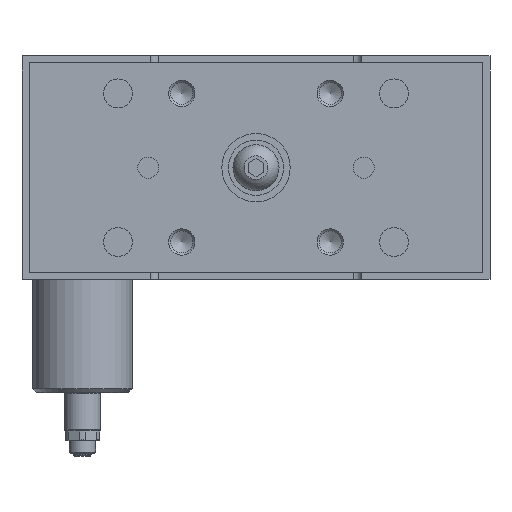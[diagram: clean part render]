
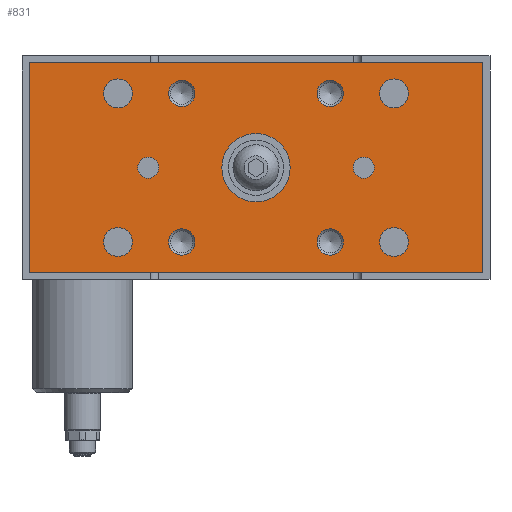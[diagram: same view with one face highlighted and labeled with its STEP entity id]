
A CAD part, left-side view. The second image highlights one B-rep face of the part: STEP entity #831.
In plain terms, the highlighted planar face has unit normal (-1, 0, 0).
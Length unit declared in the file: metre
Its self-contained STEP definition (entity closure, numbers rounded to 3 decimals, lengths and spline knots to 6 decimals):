
#831 = ADVANCED_FACE( '', ( #2084, #2085, #2086, #2087, #2088, #2089, #2090, #2091, #2092, #2093, #2094, #2095 ), #2096, .F. );
#2084 = FACE_BOUND( '', #3884, .T. );
#2085 = FACE_BOUND( '', #3885, .T. );
#2086 = FACE_BOUND( '', #3886, .T. );
#2087 = FACE_BOUND( '', #3887, .T. );
#2088 = FACE_BOUND( '', #3888, .T. );
#2089 = FACE_BOUND( '', #3889, .T. );
#2090 = FACE_BOUND( '', #3890, .T. );
#2091 = FACE_BOUND( '', #3891, .T. );
#2092 = FACE_BOUND( '', #3892, .T. );
#2093 = FACE_BOUND( '', #3893, .T. );
#2094 = FACE_BOUND( '', #3894, .T. );
#2095 = FACE_OUTER_BOUND( '', #3895, .T. );
#2096 = PLANE( '', #3896 );
#3884 = EDGE_LOOP( '', ( #6352 ) );
#3885 = EDGE_LOOP( '', ( #6353 ) );
#3886 = EDGE_LOOP( '', ( #6354 ) );
#3887 = EDGE_LOOP( '', ( #6355 ) );
#3888 = EDGE_LOOP( '', ( #6356 ) );
#3889 = EDGE_LOOP( '', ( #6357 ) );
#3890 = EDGE_LOOP( '', ( #6358 ) );
#3891 = EDGE_LOOP( '', ( #6359 ) );
#3892 = EDGE_LOOP( '', ( #6360 ) );
#3893 = EDGE_LOOP( '', ( #6361 ) );
#3894 = EDGE_LOOP( '', ( #6362 ) );
#3895 = EDGE_LOOP( '', ( #6363, #6364, #6365, #6366 ) );
#3896 = AXIS2_PLACEMENT_3D( '', #6367, #6368, #6369 );
#6352 = ORIENTED_EDGE( '', *, *, #9533, .T. );
#6353 = ORIENTED_EDGE( '', *, *, #9534, .T. );
#6354 = ORIENTED_EDGE( '', *, *, #9535, .F. );
#6355 = ORIENTED_EDGE( '', *, *, #9176, .F. );
#6356 = ORIENTED_EDGE( '', *, *, #9293, .T. );
#6357 = ORIENTED_EDGE( '', *, *, #9536, .T. );
#6358 = ORIENTED_EDGE( '', *, *, #9537, .T. );
#6359 = ORIENTED_EDGE( '', *, *, #9538, .T. );
#6360 = ORIENTED_EDGE( '', *, *, #9539, .T. );
#6361 = ORIENTED_EDGE( '', *, *, #9540, .T. );
#6362 = ORIENTED_EDGE( '', *, *, #8957, .T. );
#6363 = ORIENTED_EDGE( '', *, *, #9541, .T. );
#6364 = ORIENTED_EDGE( '', *, *, #9542, .T. );
#6365 = ORIENTED_EDGE( '', *, *, #9543, .T. );
#6366 = ORIENTED_EDGE( '', *, *, #9444, .T. );
#6367 = CARTESIAN_POINT( '', ( -0.037, 0.086, -0.0025 ) );
#6368 = DIRECTION( '', ( 1., 0., 0. ) );
#6369 = DIRECTION( '', ( 0., 0., 1. ) );
#8957 = EDGE_CURVE( '', #10430, #10430, #10431, .T. );
#9176 = EDGE_CURVE( '', #10801, #10801, #10802, .T. );
#9293 = EDGE_CURVE( '', #10988, #10988, #10989, .T. );
#9444 = EDGE_CURVE( '', #11232, #11230, #11233, .T. );
#9533 = EDGE_CURVE( '', #11364, #11364, #11365, .T. );
#9534 = EDGE_CURVE( '', #11366, #11366, #11367, .T. );
#9535 = EDGE_CURVE( '', #11368, #11368, #11369, .T. );
#9536 = EDGE_CURVE( '', #11370, #11370, #11371, .T. );
#9537 = EDGE_CURVE( '', #11372, #11372, #11373, .T. );
#9538 = EDGE_CURVE( '', #11374, #11374, #11375, .T. );
#9539 = EDGE_CURVE( '', #11376, #11376, #11377, .T. );
#9540 = EDGE_CURVE( '', #11378, #11378, #11379, .T. );
#9541 = EDGE_CURVE( '', #11230, #11380, #11381, .T. );
#9542 = EDGE_CURVE( '', #11380, #11382, #11383, .T. );
#9543 = EDGE_CURVE( '', #11382, #11232, #11384, .T. );
#10430 = VERTEX_POINT( '', #12621 );
#10431 = CIRCLE( '', #12622, 0.004 );
#10801 = VERTEX_POINT( '', #13291 );
#10802 = CIRCLE( '', #13292, 0.005 );
#10988 = VERTEX_POINT( '', #13683 );
#10989 = CIRCLE( '', #13684, 0.005 );
#11230 = VERTEX_POINT( '', #14206 );
#11232 = VERTEX_POINT( '', #14209 );
#11233 = LINE( '', #14210, #14211 );
#11364 = VERTEX_POINT( '', #14377 );
#11365 = CIRCLE( '', #14378, 0.013 );
#11366 = VERTEX_POINT( '', #14379 );
#11367 = CIRCLE( '', #14380, 0.005 );
#11368 = VERTEX_POINT( '', #14381 );
#11369 = CIRCLE( '', #14382, 0.005 );
#11370 = VERTEX_POINT( '', #14383 );
#11371 = CIRCLE( '', #14384, 0.0055 );
#11372 = VERTEX_POINT( '', #14385 );
#11373 = CIRCLE( '', #14386, 0.0055 );
#11374 = VERTEX_POINT( '', #14387 );
#11375 = CIRCLE( '', #14388, 0.0055 );
#11376 = VERTEX_POINT( '', #14389 );
#11377 = CIRCLE( '', #14390, 0.0055 );
#11378 = VERTEX_POINT( '', #14391 );
#11379 = CIRCLE( '', #14392, 0.004 );
#11380 = VERTEX_POINT( '', #14393 );
#11381 = LINE( '', #14394, #14395 );
#11382 = VERTEX_POINT( '', #14396 );
#11383 = LINE( '', #14397, #14398 );
#11384 = LINE( '', #14399, #14400 );
#12621 = CARTESIAN_POINT( '', ( -0.037, -0.037, -0.0425 ) );
#12622 = AXIS2_PLACEMENT_3D( '', #16011, #16012, #16013 );
#13291 = CARTESIAN_POINT( '', ( -0.037, 0.02325, -0.07075 ) );
#13292 = AXIS2_PLACEMENT_3D( '', #16335, #16336, #16337 );
#13683 = CARTESIAN_POINT( '', ( -0.037, -0.02325, -0.07075 ) );
#13684 = AXIS2_PLACEMENT_3D( '', #16482, #16483, #16484 );
#14206 = CARTESIAN_POINT( '', ( -0.037, 0.086, -0.0025 ) );
#14209 = CARTESIAN_POINT( '', ( -0.037, -0.086, -0.0025 ) );
#14210 = CARTESIAN_POINT( '', ( -0.037, -0.086, -0.0025 ) );
#14211 = VECTOR( '', #16680, 1. );
#14377 = CARTESIAN_POINT( '', ( -0.037, 0.013, -0.0425 ) );
#14378 = AXIS2_PLACEMENT_3D( '', #16793, #16794, #16795 );
#14379 = CARTESIAN_POINT( '', ( -0.037, 0.02325, -0.01425 ) );
#14380 = AXIS2_PLACEMENT_3D( '', #16796, #16797, #16798 );
#14381 = CARTESIAN_POINT( '', ( -0.037, -0.02325, -0.01425 ) );
#14382 = AXIS2_PLACEMENT_3D( '', #16799, #16800, #16801 );
#14383 = CARTESIAN_POINT( '', ( -0.037, 0.058, -0.01425 ) );
#14384 = AXIS2_PLACEMENT_3D( '', #16802, #16803, #16804 );
#14385 = CARTESIAN_POINT( '', ( -0.037, -0.047, -0.01425 ) );
#14386 = AXIS2_PLACEMENT_3D( '', #16805, #16806, #16807 );
#14387 = CARTESIAN_POINT( '', ( -0.037, 0.058, -0.07075 ) );
#14388 = AXIS2_PLACEMENT_3D( '', #16808, #16809, #16810 );
#14389 = CARTESIAN_POINT( '', ( -0.037, -0.047, -0.07075 ) );
#14390 = AXIS2_PLACEMENT_3D( '', #16811, #16812, #16813 );
#14391 = CARTESIAN_POINT( '', ( -0.037, 0.045, -0.0425 ) );
#14392 = AXIS2_PLACEMENT_3D( '', #16814, #16815, #16816 );
#14393 = CARTESIAN_POINT( '', ( -0.037, 0.086, -0.0825 ) );
#14394 = CARTESIAN_POINT( '', ( -0.037, 0.086, -0.0025 ) );
#14395 = VECTOR( '', #16817, 1. );
#14396 = CARTESIAN_POINT( '', ( -0.037, -0.086, -0.0825 ) );
#14397 = CARTESIAN_POINT( '', ( -0.037, 0.086, -0.0825 ) );
#14398 = VECTOR( '', #16818, 1. );
#14399 = CARTESIAN_POINT( '', ( -0.037, -0.086, -0.0825 ) );
#14400 = VECTOR( '', #16819, 1. );
#16011 = CARTESIAN_POINT( '', ( -0.037, -0.041, -0.0425 ) );
#16012 = DIRECTION( '', ( 1., 0., 0. ) );
#16013 = DIRECTION( '', ( 0., 1., 0. ) );
#16335 = CARTESIAN_POINT( '', ( -0.037, 0.02825, -0.07075 ) );
#16336 = DIRECTION( '', ( -1., 0., 0. ) );
#16337 = DIRECTION( '', ( 0., -1., 0. ) );
#16482 = CARTESIAN_POINT( '', ( -0.037, -0.02825, -0.07075 ) );
#16483 = DIRECTION( '', ( 1., 0., 0. ) );
#16484 = DIRECTION( '', ( 0., 1., 0. ) );
#16680 = DIRECTION( '', ( 0., 1., 0. ) );
#16793 = CARTESIAN_POINT( '', ( -0.037, 0., -0.0425 ) );
#16794 = DIRECTION( '', ( 1., 0., 0. ) );
#16795 = DIRECTION( '', ( 0., 1., 0. ) );
#16796 = CARTESIAN_POINT( '', ( -0.037, 0.02825, -0.01425 ) );
#16797 = DIRECTION( '', ( 1., 0., 0. ) );
#16798 = DIRECTION( '', ( 0., -1., 0. ) );
#16799 = CARTESIAN_POINT( '', ( -0.037, -0.02825, -0.01425 ) );
#16800 = DIRECTION( '', ( -1., 0., 0. ) );
#16801 = DIRECTION( '', ( 0., 1., 0. ) );
#16802 = CARTESIAN_POINT( '', ( -0.037, 0.0525, -0.01425 ) );
#16803 = DIRECTION( '', ( 1., 0., 0. ) );
#16804 = DIRECTION( '', ( 0., 1., 0. ) );
#16805 = CARTESIAN_POINT( '', ( -0.037, -0.0525, -0.01425 ) );
#16806 = DIRECTION( '', ( 1., 0., 0. ) );
#16807 = DIRECTION( '', ( 0., 1., 0. ) );
#16808 = CARTESIAN_POINT( '', ( -0.037, 0.0525, -0.07075 ) );
#16809 = DIRECTION( '', ( 1., 0., 0. ) );
#16810 = DIRECTION( '', ( 0., 1., 0. ) );
#16811 = CARTESIAN_POINT( '', ( -0.037, -0.0525, -0.07075 ) );
#16812 = DIRECTION( '', ( 1., 0., 0. ) );
#16813 = DIRECTION( '', ( 0., 1., 0. ) );
#16814 = CARTESIAN_POINT( '', ( -0.037, 0.041, -0.0425 ) );
#16815 = DIRECTION( '', ( 1., 0., 0. ) );
#16816 = DIRECTION( '', ( 0., 1., 0. ) );
#16817 = DIRECTION( '', ( 0., 0., -1. ) );
#16818 = DIRECTION( '', ( 0., -1., 0. ) );
#16819 = DIRECTION( '', ( 0., 0., 1. ) );
